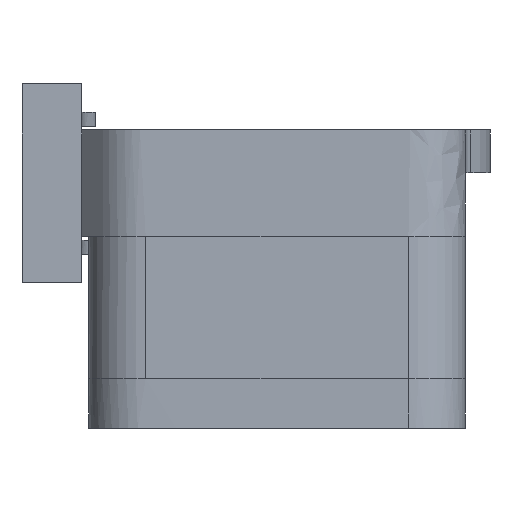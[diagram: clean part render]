
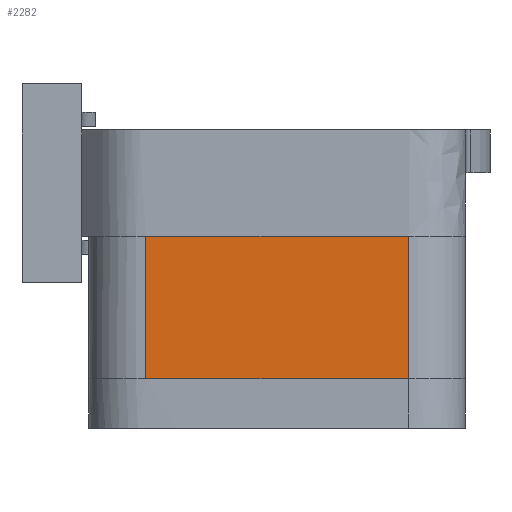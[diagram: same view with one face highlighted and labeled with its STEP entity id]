
A CAD part, front view. The second image highlights one B-rep face of the part: STEP entity #2282.
In plain terms, the highlighted planar face has unit normal (0, -1, 0).
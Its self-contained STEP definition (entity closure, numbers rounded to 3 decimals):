
#99=PLANE('',#2451);
#171=FACE_OUTER_BOUND('',#304,.T.);
#304=EDGE_LOOP('',(#1606,#1607,#1608,#1609));
#451=LINE('',#3499,#656);
#455=LINE('',#3526,#660);
#456=LINE('',#3527,#661);
#457=LINE('',#3528,#662);
#656=VECTOR('',#2719,10.);
#660=VECTOR('',#2747,10.);
#661=VECTOR('',#2748,10.);
#662=VECTOR('',#2749,10.);
#994=VERTEX_POINT('',#3447);
#1000=VERTEX_POINT('',#3498);
#1010=VERTEX_POINT('',#3524);
#1011=VERTEX_POINT('',#3525);
#1234=EDGE_CURVE('',#994,#1000,#451,.T.);
#1247=EDGE_CURVE('',#1010,#1011,#455,.T.);
#1248=EDGE_CURVE('',#1011,#1000,#456,.T.);
#1249=EDGE_CURVE('',#994,#1010,#457,.T.);
#1606=ORIENTED_EDGE('',*,*,#1247,.T.);
#1607=ORIENTED_EDGE('',*,*,#1248,.T.);
#1608=ORIENTED_EDGE('',*,*,#1234,.F.);
#1609=ORIENTED_EDGE('',*,*,#1249,.T.);
#2282=ADVANCED_FACE('',(#171),#99,.T.);
#2451=AXIS2_PLACEMENT_3D('',#3523,#2745,#2746);
#2719=DIRECTION('',(-1.,0.,0.));
#2745=DIRECTION('center_axis',(0.,-1.,0.));
#2746=DIRECTION('ref_axis',(0.,0.,1.));
#2747=DIRECTION('',(-1.,0.,0.));
#2748=DIRECTION('',(0.,0.,-1.));
#2749=DIRECTION('',(0.,0.,1.));
#3447=CARTESIAN_POINT('',(18.5,-10.,15.));
#3498=CARTESIAN_POINT('',(-18.5,-10.,15.));
#3499=CARTESIAN_POINT('',(18.5,-10.,15.));
#3523=CARTESIAN_POINT('Origin',(0.,-10.,-6.));
#3524=CARTESIAN_POINT('',(18.5,-10.,35.));
#3525=CARTESIAN_POINT('',(-18.5,-10.,35.));
#3526=CARTESIAN_POINT('',(18.5,-10.,35.));
#3527=CARTESIAN_POINT('',(-18.5,-10.,35.));
#3528=CARTESIAN_POINT('',(18.5,-10.,15.));
